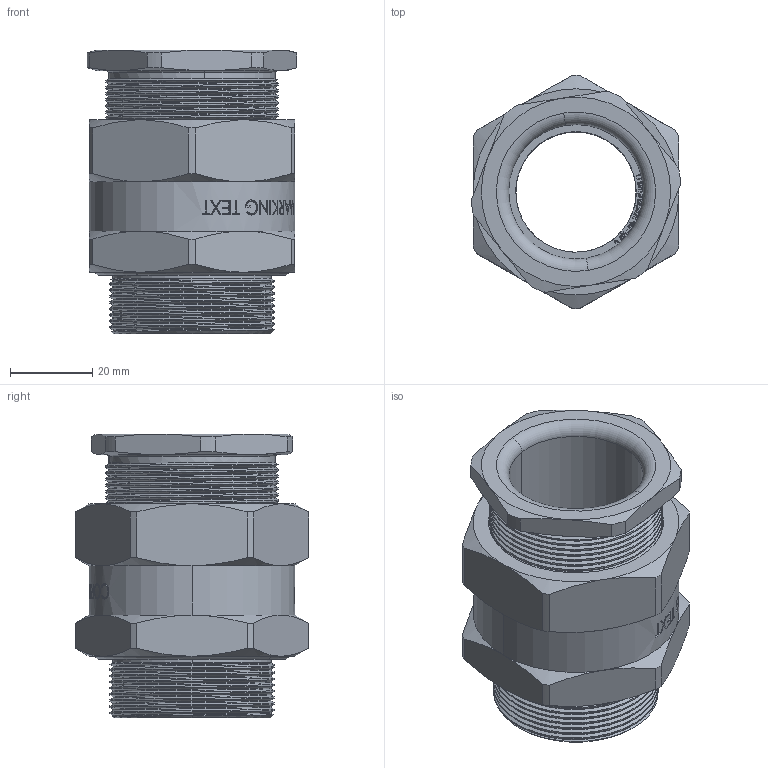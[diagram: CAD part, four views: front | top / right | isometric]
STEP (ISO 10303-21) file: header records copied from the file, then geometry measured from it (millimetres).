
FILE_DESCRIPTION (( 'STEP AP203' ), '1' );
FILE_NAME ('M40-T1-15mm D620.step', '2025-04-03T12:39:40', ( '' ), ( '' ), 'SwSTEP 2.0', 'SolidWorks 2022', '' );
FILE_SCHEMA (( 'CONFIG_CONTROL_DESIGN' ));
Products named in the file (1): M40-T1-15mm D620
Bounding box: 50.94 x 56.73 x 69 mm (x, y, z)
Volume: 68511 mm3; surface area: 37831.8 mm2
Topology: 5 solids, 5 shells, 928 faces, 2482 edges, 1635 vertices
Faces by surface type: plane 359, bspline 283, cylinder 221, cone 55, torus 10
Entity records: 57030 total; most frequent: CARTESIAN_POINT 36752, ORIENTED_EDGE 4964, DIRECTION 3022, EDGE_CURVE 2482, VERTEX_POINT 1635, LINE 1026, VECTOR 1026, EDGE_LOOP 1009
